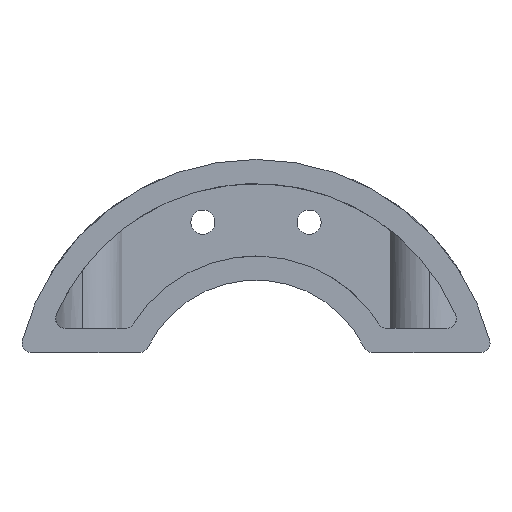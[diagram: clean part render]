
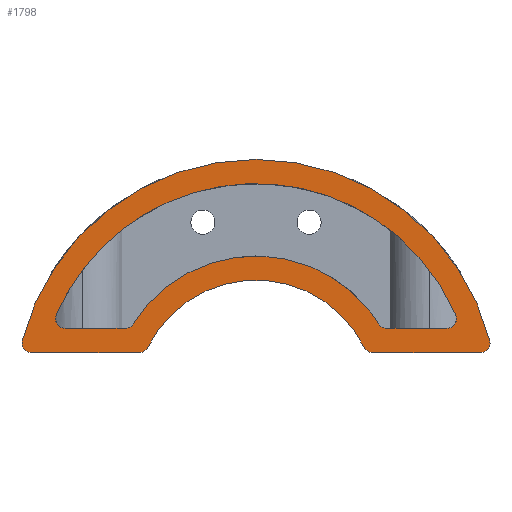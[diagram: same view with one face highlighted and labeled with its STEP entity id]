
A CAD part, left-side view. The second image highlights one B-rep face of the part: STEP entity #1798.
In plain terms, the highlighted planar face has unit normal (-1, 0, 0).
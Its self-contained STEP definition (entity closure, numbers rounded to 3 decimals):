
#869=CARTESIAN_POINT('Vertex',(-10.,-24.187,10.)) ;
#872=CARTESIAN_POINT('Axis2P3D Location',(-10.,-24.187,12.)) ;
#876=CARTESIAN_POINT('Vertex',(-10.,-22.395,11.111)) ;
#896=CARTESIAN_POINT('Line Origine',(-10.,-35.331,10.)) ;
#900=CARTESIAN_POINT('Vertex',(-10.,-46.476,10.)) ;
#942=CARTESIAN_POINT('Vertex',(-10.,-48.412,12.5)) ;
#945=CARTESIAN_POINT('Axis2P3D Location',(-10.,-46.476,12.)) ;
#966=CARTESIAN_POINT('Vertex',(-10.,22.395,11.111)) ;
#976=CARTESIAN_POINT('Axis2P3D Location',(-10.,0.,0.)) ;
#1000=CARTESIAN_POINT('Axis2P3D Location',(-10.,24.187,12.)) ;
#1004=CARTESIAN_POINT('Vertex',(-10.,24.187,10.)) ;
#1024=CARTESIAN_POINT('Axis2P3D Location',(-10.,0.,0.)) ;
#1028=CARTESIAN_POINT('Vertex',(-10.,48.412,12.5)) ;
#1073=CARTESIAN_POINT('Line Origine',(-10.,35.331,10.)) ;
#1077=CARTESIAN_POINT('Vertex',(-10.,46.476,10.)) ;
#1106=CARTESIAN_POINT('Axis2P3D Location',(-10.,46.476,12.)) ;
#1521=CARTESIAN_POINT('Vertex',(-10.,41.334,17.791)) ;
#1524=CARTESIAN_POINT('Axis2P3D Location',(-10.,39.497,17.)) ;
#1528=CARTESIAN_POINT('Vertex',(-10.,39.497,15.)) ;
#1547=CARTESIAN_POINT('Vertex',(-10.,27.111,15.)) ;
#1557=CARTESIAN_POINT('Line Origine',(-10.,33.304,15.)) ;
#1576=CARTESIAN_POINT('Axis2P3D Location',(-10.,27.111,17.)) ;
#1580=CARTESIAN_POINT('Vertex',(-10.,25.416,15.937)) ;
#1619=CARTESIAN_POINT('Vertex',(-10.,-25.416,15.937)) ;
#1636=CARTESIAN_POINT('Control Point',(-10.,25.416,15.937)) ;
#1637=CARTESIAN_POINT('Control Point',(-10.,22.489,20.606)) ;
#1638=CARTESIAN_POINT('Control Point',(-10.,18.489,24.602)) ;
#1639=CARTESIAN_POINT('Control Point',(-10.,13.622,27.596)) ;
#1640=CARTESIAN_POINT('Control Point',(-10.,5.46,30.284)) ;
#1641=CARTESIAN_POINT('Control Point',(-10.,-2.971,30.06)) ;
#1642=CARTESIAN_POINT('Control Point',(-10.,-5.832,29.638)) ;
#1643=CARTESIAN_POINT('Control Point',(-10.,-11.398,28.119)) ;
#1644=CARTESIAN_POINT('Control Point',(-10.,-16.451,25.333)) ;
#1645=CARTESIAN_POINT('Control Point',(-10.,-18.799,23.643)) ;
#1646=CARTESIAN_POINT('Control Point',(-10.,-21.581,21.084)) ;
#1647=CARTESIAN_POINT('Control Point',(-10.,-23.917,18.143)) ;
#1648=CARTESIAN_POINT('Control Point',(-10.,-24.444,17.426)) ;
#1649=CARTESIAN_POINT('Control Point',(-10.,-24.945,16.69)) ;
#1650=CARTESIAN_POINT('Control Point',(-10.,-25.416,15.937)) ;
#1720=CARTESIAN_POINT('Axis2P3D Location',(-10.,-27.111,17.)) ;
#1724=CARTESIAN_POINT('Vertex',(-10.,-27.111,15.)) ;
#1739=CARTESIAN_POINT('Axis2P3D Location',(-10.,0.,0.)) ;
#1754=CARTESIAN_POINT('Line Origine',(-10.,-33.304,15.)) ;
#1758=CARTESIAN_POINT('Vertex',(-10.,-39.497,15.)) ;
#1762=CARTESIAN_POINT('Control Point',(-10.,-41.334,17.791)) ;
#1763=CARTESIAN_POINT('Control Point',(-10.,-39.838,21.267)) ;
#1764=CARTESIAN_POINT('Control Point',(-10.,-37.976,24.586)) ;
#1765=CARTESIAN_POINT('Control Point',(-10.,-35.77,27.697)) ;
#1766=CARTESIAN_POINT('Control Point',(-10.,-30.34,33.86)) ;
#1767=CARTESIAN_POINT('Control Point',(-10.,-23.655,38.659)) ;
#1768=CARTESIAN_POINT('Control Point',(-10.,-19.77,40.783)) ;
#1769=CARTESIAN_POINT('Control Point',(-10.,-11.559,44.042)) ;
#1770=CARTESIAN_POINT('Control Point',(-10.,-2.807,45.235)) ;
#1771=CARTESIAN_POINT('Control Point',(-10.,1.621,45.293)) ;
#1772=CARTESIAN_POINT('Control Point',(-10.,10.402,44.33)) ;
#1773=CARTESIAN_POINT('Control Point',(-10.,18.695,41.287)) ;
#1774=CARTESIAN_POINT('Control Point',(-10.,22.635,39.266)) ;
#1775=CARTESIAN_POINT('Control Point',(-10.,29.64,34.51)) ;
#1776=CARTESIAN_POINT('Control Point',(-10.,35.354,28.276)) ;
#1777=CARTESIAN_POINT('Control Point',(-10.,37.742,24.999)) ;
#1778=CARTESIAN_POINT('Control Point',(-10.,39.744,21.484)) ;
#1779=CARTESIAN_POINT('Control Point',(-10.,41.334,17.791)) ;
#1780=CARTESIAN_POINT('Vertex',(-10.,-41.334,17.791)) ;
#1783=CARTESIAN_POINT('Axis2P3D Location',(-10.,-39.497,17.)) ;
#873=DIRECTION('Axis2P3D Direction',(1.,0.,0.)) ;
#897=DIRECTION('Vector Direction',(0.,1.,0.)) ;
#946=DIRECTION('Axis2P3D Direction',(-1.,0.,0.)) ;
#977=DIRECTION('Axis2P3D Direction',(1.,0.,0.)) ;
#1001=DIRECTION('Axis2P3D Direction',(1.,0.,0.)) ;
#1025=DIRECTION('Axis2P3D Direction',(1.,0.,0.)) ;
#1074=DIRECTION('Vector Direction',(0.,1.,0.)) ;
#1107=DIRECTION('Axis2P3D Direction',(-1.,0.,0.)) ;
#1525=DIRECTION('Axis2P3D Direction',(-1.,0.,0.)) ;
#1558=DIRECTION('Vector Direction',(0.,1.,0.)) ;
#1577=DIRECTION('Axis2P3D Direction',(-1.,0.,0.)) ;
#1721=DIRECTION('Axis2P3D Direction',(-1.,0.,0.)) ;
#1740=DIRECTION('Axis2P3D Direction',(1.,0.,0.)) ;
#1741=DIRECTION('Axis2P3D XDirection',(0.,1.,0.)) ;
#1755=DIRECTION('Vector Direction',(0.,1.,0.)) ;
#1784=DIRECTION('Axis2P3D Direction',(1.,0.,0.)) ;
#874=AXIS2_PLACEMENT_3D('Circle Axis2P3D',#872,#873,$) ;
#947=AXIS2_PLACEMENT_3D('Circle Axis2P3D',#945,#946,$) ;
#978=AXIS2_PLACEMENT_3D('Circle Axis2P3D',#976,#977,$) ;
#1002=AXIS2_PLACEMENT_3D('Circle Axis2P3D',#1000,#1001,$) ;
#1026=AXIS2_PLACEMENT_3D('Circle Axis2P3D',#1024,#1025,$) ;
#1108=AXIS2_PLACEMENT_3D('Circle Axis2P3D',#1106,#1107,$) ;
#1526=AXIS2_PLACEMENT_3D('Circle Axis2P3D',#1524,#1525,$) ;
#1578=AXIS2_PLACEMENT_3D('Circle Axis2P3D',#1576,#1577,$) ;
#1722=AXIS2_PLACEMENT_3D('Circle Axis2P3D',#1720,#1721,$) ;
#1742=AXIS2_PLACEMENT_3D('Plane Axis2P3D',#1739,#1740,#1741) ;
#1785=AXIS2_PLACEMENT_3D('Circle Axis2P3D',#1783,#1784,$) ;
#1745=ORIENTED_EDGE('',*,*,#1110,.F.) ;
#1746=ORIENTED_EDGE('',*,*,#1079,.F.) ;
#1747=ORIENTED_EDGE('',*,*,#1006,.F.) ;
#1748=ORIENTED_EDGE('',*,*,#980,.F.) ;
#1749=ORIENTED_EDGE('',*,*,#878,.F.) ;
#1750=ORIENTED_EDGE('',*,*,#902,.F.) ;
#1751=ORIENTED_EDGE('',*,*,#949,.F.) ;
#1752=ORIENTED_EDGE('',*,*,#1030,.F.) ;
#1789=ORIENTED_EDGE('',*,*,#1760,.T.) ;
#1790=ORIENTED_EDGE('',*,*,#1726,.T.) ;
#1791=ORIENTED_EDGE('',*,*,#1651,.F.) ;
#1792=ORIENTED_EDGE('',*,*,#1582,.T.) ;
#1793=ORIENTED_EDGE('',*,*,#1561,.T.) ;
#1794=ORIENTED_EDGE('',*,*,#1530,.T.) ;
#1795=ORIENTED_EDGE('',*,*,#1782,.F.) ;
#1796=ORIENTED_EDGE('',*,*,#1787,.T.) ;
#1797=FACE_BOUND('',#1788,.T.) ;
#898=VECTOR('Line Direction',#897,1.) ;
#1075=VECTOR('Line Direction',#1074,1.) ;
#1559=VECTOR('Line Direction',#1558,1.) ;
#1756=VECTOR('Line Direction',#1755,1.) ;
#1798=ADVANCED_FACE('Corps principal',(#1753,#1797),#1743,.F.) ;
#1635=B_SPLINE_CURVE_WITH_KNOTS('',5,(#1636,#1637,#1638,#1639,#1640,#1641,#1642,#1643,#1644,#1645,#1646,#1647,#1648,#1649,#1650),.UNSPECIFIED.,.F.,.U.,(6,3,3,3,6),(1.548,40.512,60.767,81.026,87.304),.UNSPECIFIED.) ;
#1761=B_SPLINE_CURVE_WITH_KNOTS('',5,(#1762,#1763,#1764,#1765,#1766,#1767,#1768,#1769,#1770,#1771,#1772,#1773,#1774,#1775,#1776,#1777,#1778,#1779),.UNSPECIFIED.,.F.,.U.,(6,3,3,3,3,6),(4.239,31.001,62.003,93.004,124.006,152.434),.UNSPECIFIED.) ;
#875=CIRCLE('generated circle',#874,2.) ;
#948=CIRCLE('generated circle',#947,2.) ;
#979=CIRCLE('generated circle',#978,25.) ;
#1003=CIRCLE('generated circle',#1002,2.) ;
#1027=CIRCLE('generated circle',#1026,50.) ;
#1109=CIRCLE('generated circle',#1108,2.) ;
#1527=CIRCLE('generated circle',#1526,2.) ;
#1579=CIRCLE('generated circle',#1578,2.) ;
#1723=CIRCLE('generated circle',#1722,2.) ;
#1786=CIRCLE('generated circle',#1785,2.) ;
#878=EDGE_CURVE('',#870,#877,#875,.T.) ;
#902=EDGE_CURVE('',#901,#870,#899,.T.) ;
#949=EDGE_CURVE('',#943,#901,#948,.F.) ;
#980=EDGE_CURVE('',#877,#967,#979,.F.) ;
#1006=EDGE_CURVE('',#967,#1005,#1003,.T.) ;
#1030=EDGE_CURVE('',#1029,#943,#1027,.T.) ;
#1079=EDGE_CURVE('',#1005,#1078,#1076,.T.) ;
#1110=EDGE_CURVE('',#1078,#1029,#1109,.F.) ;
#1530=EDGE_CURVE('',#1529,#1522,#1527,.F.) ;
#1561=EDGE_CURVE('',#1548,#1529,#1560,.T.) ;
#1582=EDGE_CURVE('',#1581,#1548,#1579,.F.) ;
#1651=EDGE_CURVE('',#1581,#1620,#1635,.T.) ;
#1726=EDGE_CURVE('',#1725,#1620,#1723,.F.) ;
#1760=EDGE_CURVE('',#1759,#1725,#1757,.T.) ;
#1782=EDGE_CURVE('',#1781,#1522,#1761,.T.) ;
#1787=EDGE_CURVE('',#1781,#1759,#1786,.T.) ;
#1744=EDGE_LOOP('',(#1745,#1746,#1747,#1748,#1749,#1750,#1751,#1752)) ;
#1788=EDGE_LOOP('',(#1789,#1790,#1791,#1792,#1793,#1794,#1795,#1796)) ;
#1753=FACE_OUTER_BOUND('',#1744,.T.) ;
#899=LINE('Line',#896,#898) ;
#1076=LINE('Line',#1073,#1075) ;
#1560=LINE('Line',#1557,#1559) ;
#1757=LINE('Line',#1754,#1756) ;
#1743=PLANE('Plane',#1742) ;
#870=VERTEX_POINT('',#869) ;
#877=VERTEX_POINT('',#876) ;
#901=VERTEX_POINT('',#900) ;
#943=VERTEX_POINT('',#942) ;
#967=VERTEX_POINT('',#966) ;
#1005=VERTEX_POINT('',#1004) ;
#1029=VERTEX_POINT('',#1028) ;
#1078=VERTEX_POINT('',#1077) ;
#1522=VERTEX_POINT('',#1521) ;
#1529=VERTEX_POINT('',#1528) ;
#1548=VERTEX_POINT('',#1547) ;
#1581=VERTEX_POINT('',#1580) ;
#1620=VERTEX_POINT('',#1619) ;
#1725=VERTEX_POINT('',#1724) ;
#1759=VERTEX_POINT('',#1758) ;
#1781=VERTEX_POINT('',#1780) ;
